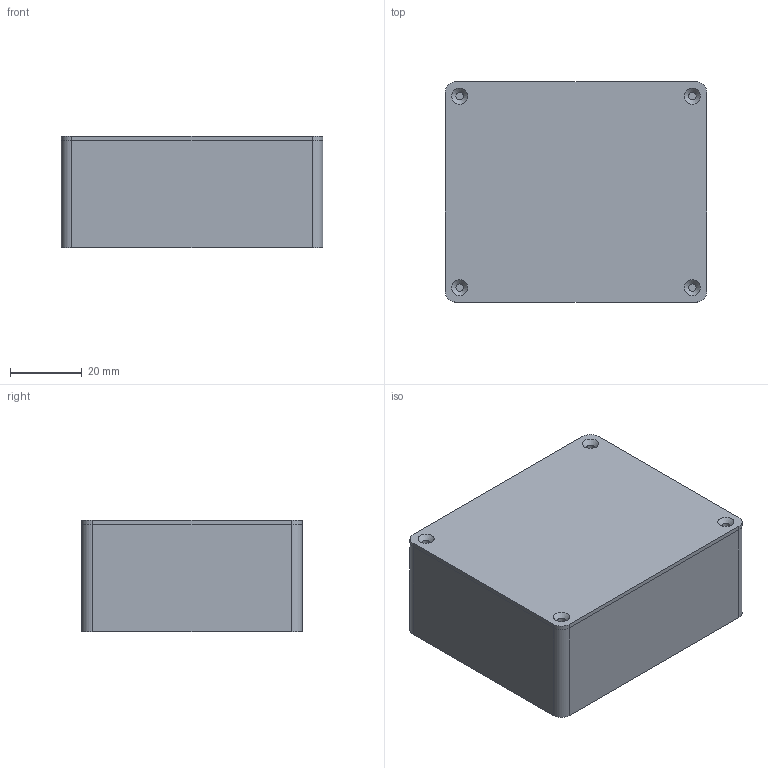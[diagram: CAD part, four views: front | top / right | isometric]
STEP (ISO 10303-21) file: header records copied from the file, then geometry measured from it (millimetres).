
FILE_DESCRIPTION(/* description */ (''),/* implementation_level */ '2;1');
FILE_NAME(/* name */ 'Mailbox Sensor Box.step',/* time_stamp */ '2022-03-06T14:59:56-06:00',/* author */ (''),/* organization */ (''),/* preprocessor_version */ 'ST-DEVELOPER v18.1',/* originating_system */ 'Autodesk Translation Framework v10.13.0.1454',/* authorisation */ '');
FILE_SCHEMA (('AUTOMOTIVE_DESIGN { 1 0 10303 214 3 1 1 }'));
Length unit declared in the file: millimetre
Products named in the file (1): Mailbox Sensor Box
Bounding box: 73 x 61.5 x 31.2 mm (x, y, z)
Volume: 38694.2 mm3; surface area: 32910.3 mm2
Topology: 2 solids, 2 shells, 60 faces, 144 edges, 96 vertices
Faces by surface type: cylinder 28, plane 28, cone 4
Full cylindrical faces by diameter (mm): 2.1 x6, 8.1 x2
Entity records: 1821 total; most frequent: DIRECTION 331, CARTESIAN_POINT 301, ORIENTED_EDGE 288, EDGE_CURVE 144, AXIS2_PLACEMENT_3D 126, VERTEX_POINT 96, LINE 79, VECTOR 79
